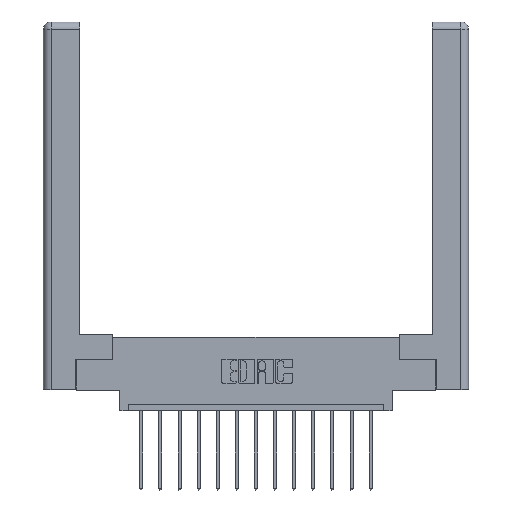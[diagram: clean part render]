
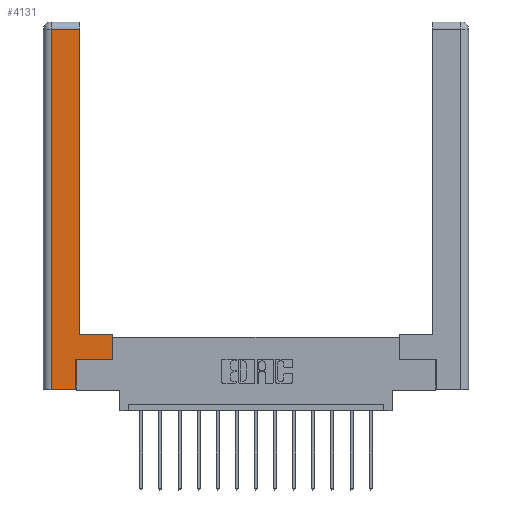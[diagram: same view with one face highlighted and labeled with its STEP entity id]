
A CAD part, top view. The second image highlights one B-rep face of the part: STEP entity #4131.
In plain terms, the highlighted planar face has unit normal (0, 0, 1).
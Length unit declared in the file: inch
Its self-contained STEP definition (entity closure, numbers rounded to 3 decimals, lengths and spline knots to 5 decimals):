
#86 = CARTESIAN_POINT ( 'NONE',  ( 0., 0., 0. ) ) ;
#273 = LINE ( 'NONE', #6079, #2408 ) ;
#427 = DIRECTION ( 'NONE',  ( -1., 0., 0. ) ) ;
#648 = CARTESIAN_POINT ( 'NONE',  ( 0.295, 0.45, 0. ) ) ;
#682 = EDGE_CURVE ( 'NONE', #15756, #7680, #3806, .T. ) ;
#1225 = VECTOR ( 'NONE', #10335, 39.37008 ) ;
#1271 = LINE ( 'NONE', #4393, #10263 ) ;
#1853 = EDGE_CURVE ( 'NONE', #2089, #2213, #273, .T. ) ;
#1896 = CARTESIAN_POINT ( 'NONE',  ( 0.265, 0., 0. ) ) ;
#2023 = EDGE_CURVE ( 'NONE', #13628, #15756, #12568, .T. ) ;
#2089 = VERTEX_POINT ( 'NONE', #9238 ) ;
#2213 = VERTEX_POINT ( 'NONE', #1896 ) ;
#2408 = VECTOR ( 'NONE', #8387, 39.37008 ) ;
#2731 = ORIENTED_EDGE ( 'NONE', *, *, #4922, .T. ) ;
#2970 = CARTESIAN_POINT ( 'NONE',  ( 0.565, 0.45, 0. ) ) ;
#3086 = VECTOR ( 'NONE', #15503, 39.37008 ) ;
#3256 = CARTESIAN_POINT ( 'NONE',  ( 0.0615, 0., 0. ) ) ;
#3316 = ORIENTED_EDGE ( 'NONE', *, *, #5050, .T. ) ;
#3806 = LINE ( 'NONE', #2970, #10271 ) ;
#4131 = ADVANCED_FACE ( 'NONE', ( #15206 ), #13910, .F. ) ;
#4198 = LINE ( 'NONE', #6266, #12594 ) ;
#4319 = EDGE_CURVE ( 'NONE', #9318, #11168, #1271, .T. ) ;
#4393 = CARTESIAN_POINT ( 'NONE',  ( 0.295, 3., 0. ) ) ;
#4614 = EDGE_CURVE ( 'NONE', #12024, #2089, #5961, .T. ) ;
#4655 = CARTESIAN_POINT ( 'NONE',  ( 0.265, 0.245, 0. ) ) ;
#4922 = EDGE_CURVE ( 'NONE', #11168, #12024, #4198, .T. ) ;
#5045 = CARTESIAN_POINT ( 'NONE',  ( 0.565, 0.245, 0. ) ) ;
#5050 = EDGE_CURVE ( 'NONE', #2213, #13628, #8101, .T. ) ;
#5831 = DIRECTION ( 'NONE',  ( 0., -1., 0. ) ) ;
#5961 = LINE ( 'NONE', #3256, #14391 ) ;
#6079 = CARTESIAN_POINT ( 'NONE',  ( 0.265, 0., 0. ) ) ;
#6266 = CARTESIAN_POINT ( 'NONE',  ( 0.0615, 2.94, 0. ) ) ;
#6348 = EDGE_LOOP ( 'NONE', ( #12319, #2731, #15651, #6500, #3316, #13284, #8096, #8157 ) ) ;
#6500 = ORIENTED_EDGE ( 'NONE', *, *, #1853, .T. ) ;
#7181 = DIRECTION ( 'NONE',  ( 0., 1., 0. ) ) ;
#7680 = VERTEX_POINT ( 'NONE', #11251 ) ;
#8096 = ORIENTED_EDGE ( 'NONE', *, *, #682, .T. ) ;
#8101 = LINE ( 'NONE', #4655, #13579 ) ;
#8157 = ORIENTED_EDGE ( 'NONE', *, *, #8651, .T. ) ;
#8387 = DIRECTION ( 'NONE',  ( 1., 0., 0. ) ) ;
#8651 = EDGE_CURVE ( 'NONE', #7680, #9318, #13645, .T. ) ;
#9238 = CARTESIAN_POINT ( 'NONE',  ( 0.0615, 0., 0. ) ) ;
#9318 = VERTEX_POINT ( 'NONE', #11841 ) ;
#9740 = CARTESIAN_POINT ( 'NONE',  ( 0.295, 2.94, 0. ) ) ;
#10263 = VECTOR ( 'NONE', #13155, 39.37008 ) ;
#10271 = VECTOR ( 'NONE', #12764, 39.37008 ) ;
#10335 = DIRECTION ( 'NONE',  ( 1., 0., 0. ) ) ;
#11168 = VERTEX_POINT ( 'NONE', #9740 ) ;
#11251 = CARTESIAN_POINT ( 'NONE',  ( 0.565, 0.45, 0. ) ) ;
#11398 = DIRECTION ( 'NONE',  ( 0., 0., -1. ) ) ;
#11841 = CARTESIAN_POINT ( 'NONE',  ( 0.295, 0.45, 0. ) ) ;
#12024 = VERTEX_POINT ( 'NONE', #14565 ) ;
#12319 = ORIENTED_EDGE ( 'NONE', *, *, #4319, .T. ) ;
#12568 = LINE ( 'NONE', #14074, #1225 ) ;
#12594 = VECTOR ( 'NONE', #14313, 39.37008 ) ;
#12752 = CARTESIAN_POINT ( 'NONE',  ( 0.265, 0.245, 0. ) ) ;
#12764 = DIRECTION ( 'NONE',  ( 0., 1., 0. ) ) ;
#13155 = DIRECTION ( 'NONE',  ( 0., 1., 0. ) ) ;
#13284 = ORIENTED_EDGE ( 'NONE', *, *, #2023, .T. ) ;
#13579 = VECTOR ( 'NONE', #7181, 39.37008 ) ;
#13628 = VERTEX_POINT ( 'NONE', #12752 ) ;
#13645 = LINE ( 'NONE', #648, #3086 ) ;
#13910 = PLANE ( 'NONE',  #14904 ) ;
#14074 = CARTESIAN_POINT ( 'NONE',  ( 0.565, 0.245, 0. ) ) ;
#14313 = DIRECTION ( 'NONE',  ( -1., 0., 0. ) ) ;
#14391 = VECTOR ( 'NONE', #5831, 39.37008 ) ;
#14565 = CARTESIAN_POINT ( 'NONE',  ( 0.0615, 2.94, 0. ) ) ;
#14904 = AXIS2_PLACEMENT_3D ( 'NONE', #86, #11398, #427 ) ;
#15206 = FACE_OUTER_BOUND ( 'NONE', #6348, .T. ) ;
#15503 = DIRECTION ( 'NONE',  ( -1., 0., 0. ) ) ;
#15651 = ORIENTED_EDGE ( 'NONE', *, *, #4614, .T. ) ;
#15756 = VERTEX_POINT ( 'NONE', #5045 ) ;
